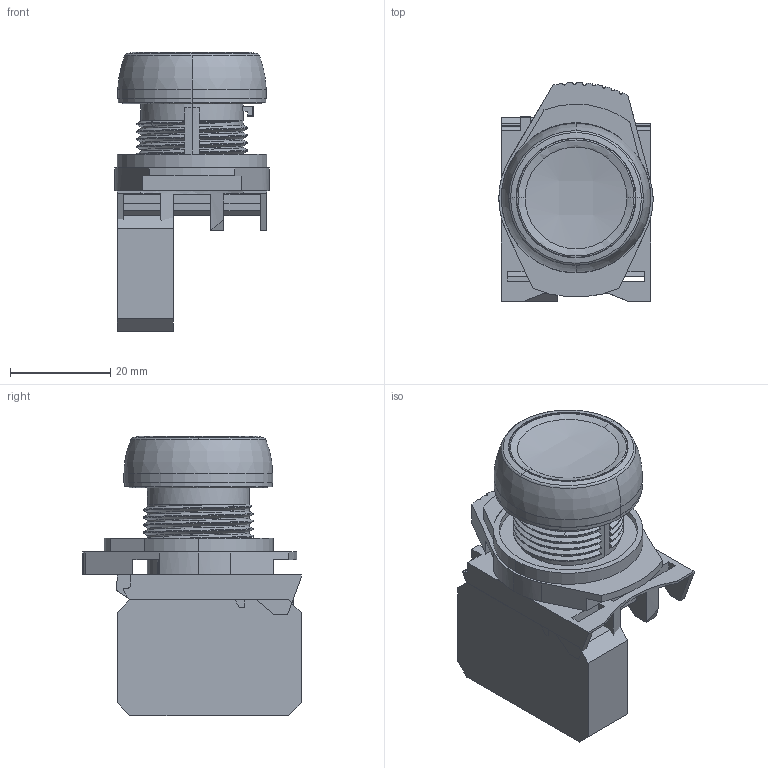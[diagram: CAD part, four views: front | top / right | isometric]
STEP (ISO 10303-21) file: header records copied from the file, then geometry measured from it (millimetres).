
FILE_DESCRIPTION (( 'STEP AP203' ), '1' );
FILE_NAME ('6749K112_Plastic 22 mm Panel-Mount Switch.STEP', '2021-09-08T06:29:31', ( 'Administrator' ), ( 'Managed by Terraform' ), 'SwSTEP 2.0', 'SolidWorks 2017', '' );
FILE_SCHEMA (( 'CONFIG_CONTROL_DESIGN' ));
Length unit declared in the file: inch
Products named in the file (1): 6749K112_Plastic 22 mm Panel-Mount Switch
Bounding box: 30.72 x 43.5 x 55.56 mm (x, y, z)
Volume: 24483 mm3; surface area: 13914.6 mm2
Topology: 5 solids, 5 shells, 621 faces, 1714 edges, 1126 vertices
Faces by surface type: plane 470, cylinder 88, bspline 53, torus 6, cone 4
Entity records: 29144 total; most frequent: CARTESIAN_POINT 13468, ORIENTED_EDGE 3420, DIRECTION 2959, EDGE_CURVE 1710, VECTOR 1289, LINE 1289, VERTEX_POINT 1126, AXIS2_PLACEMENT_3D 835
